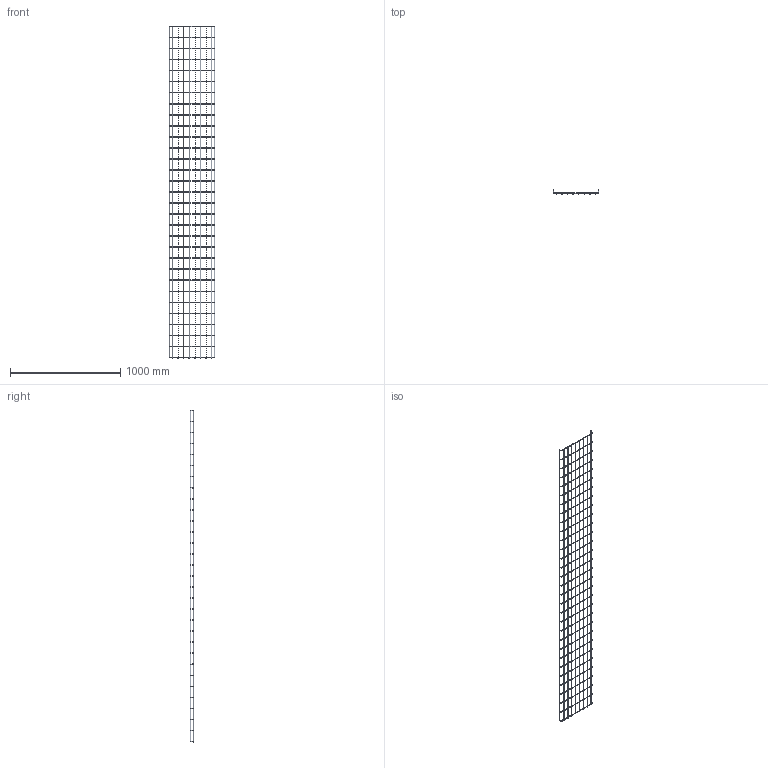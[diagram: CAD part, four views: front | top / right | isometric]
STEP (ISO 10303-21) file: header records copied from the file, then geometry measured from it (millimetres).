
FILE_DESCRIPTION (( 'STEP AP203' ), '1' );
FILE_NAME ('NE-30-035-400-3-48-EZ NESTA Ëîòîê ïðîâîëî÷íûé 35õ400õ3000-4,8 EZ IEK.STEP', '2022-11-11T11:48:33', ( '' ), ( '' ), 'SwSTEP 2.0', 'SolidWorks 2022', '' );
FILE_SCHEMA (( 'CONFIG_CONTROL_DESIGN' ));
Length unit declared in the file: millimetre
Products named in the file (1): NE-30-035-400-3-48-EZ NESTA Лоток проволочный 35х400х3000-4,8 EZ IEK
Bounding box: 409.6 x 34.97 x 3009.8 mm (x, y, z)
Volume: 795008.2 mm3; surface area: 663990.7 mm2
Topology: 41 solids, 41 shells, 712 faces, 1394 edges, 764 vertices
Faces by surface type: cylinder 382, torus 248, plane 82
Full cylindrical faces by diameter (mm): 4.8 x10
Entity records: 18109 total; most frequent: DIRECTION 3822, CARTESIAN_POINT 2861, ORIENTED_EDGE 2768, AXIS2_PLACEMENT_3D 1725, EDGE_CURVE 1384, CIRCLE 1012, VERTEX_POINT 764, FACE_OUTER_BOUND 722
